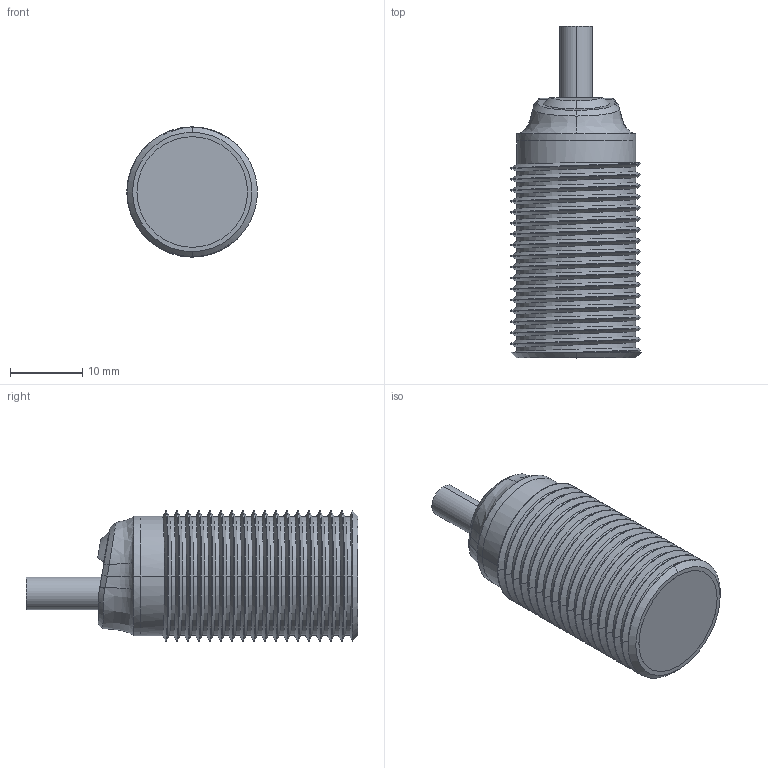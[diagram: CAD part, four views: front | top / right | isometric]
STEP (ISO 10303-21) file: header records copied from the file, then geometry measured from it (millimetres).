
FILE_DESCRIPTION(('STEP AP214'),'1');
FILE_NAME('cctmp_4B39D056-3E27-4749-8C0B-E25C1EE791B1_2025_02_28_11_05_27_0041_3016..stp','2025-02-28T10:05:27',('Pepperl+Fuchs GmbH'),('CADClick - www.CADClick.com'),'Spatial InterOp 3D',' ','unknown authorization');
FILE_SCHEMA(('AUTOMOTIVE_DESIGN'));
Length unit declared in the file: millimetre
Products named in the file (6): NBB8-18GM30-E2; 2025_02_28_11_05_27_0040; NBB8-18GM30-E2_3; 2025_02_28_11_05_27_0024; NBB8-18GM30-E2_2; NBB8-18GM30-E2_1
Assembly tree (5 placements, depth 2):
  NBB8-18GM30-E2
    2025_02_28_11_05_27_0040
    NBB8-18GM30-E2_3
    2025_02_28_11_05_27_0024
    NBB8-18GM30-E2_2
    NBB8-18GM30-E2_1
Bounding box: 18.05 x 45.91 x 18 mm (x, y, z)
Volume: 7480.2 mm3; surface area: 4421.6 mm2
Topology: 5 solids, 5 shells, 205 faces, 437 edges, 242 vertices
Faces by surface type: cylinder 82, cone 78, bspline 25, plane 19, extrusion 1
Entity records: 11613 total; most frequent: CARTESIAN_POINT 5705, ORIENTED_EDGE 874, DIRECTION 799, EDGE_CURVE 437, AXIS2_PLACEMENT_3D 310, VERTEX_POINT 242, STYLED_ITEM 210, PRESENTATION_STYLE_ASSIGNMENT 210
